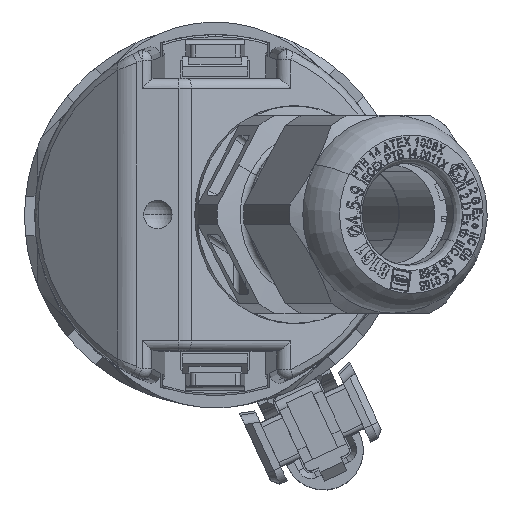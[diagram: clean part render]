
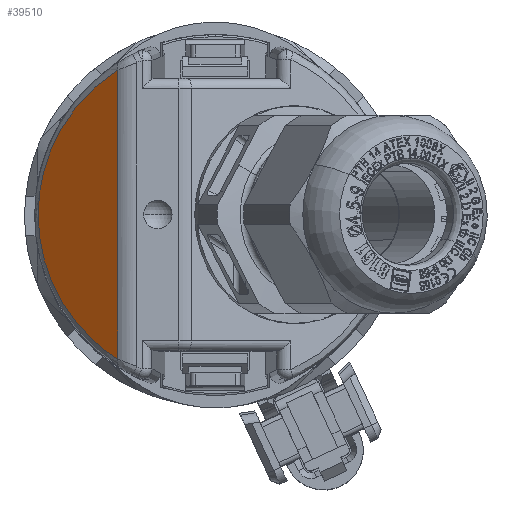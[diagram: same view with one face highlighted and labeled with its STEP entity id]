
A CAD part, top view. The second image highlights one B-rep face of the part: STEP entity #39510.
In plain terms, the highlighted face is planar.
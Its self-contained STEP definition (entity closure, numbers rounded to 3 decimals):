
#9632 =( BOUNDED_CURVE ( )  B_SPLINE_CURVE ( 3, ( #58721, #142427, #156094, #59315 ),
 .UNSPECIFIED., .F., .F. ) 
 B_SPLINE_CURVE_WITH_KNOTS ( ( 4, 4 ),
 ( 0., 1.009 ),
 .UNSPECIFIED. ) 
 CURVE ( )  GEOMETRIC_REPRESENTATION_ITEM ( )  RATIONAL_B_SPLINE_CURVE ( ( 1., 0.917, 0.917, 1. ) ) 
 REPRESENTATION_ITEM ( '' )  );
#21971 = ORIENTED_EDGE ( 'NONE', *, *, #124855, .T. ) ;
#22516 = EDGE_CURVE ( 'NONE', #48426, #32266, #9632, .T. ) ;
#32266 = VERTEX_POINT ( 'NONE', #49997 ) ;
#37323 = PLANE ( 'NONE',  #166377 ) ;
#39510 = ADVANCED_FACE ( 'NONE', ( #169668 ), #37323, .F. ) ;
#45975 = CARTESIAN_POINT ( 'NONE',  ( 14.596, 9.836, 49.298 ) ) ;
#47924 = CARTESIAN_POINT ( 'NONE',  ( 0., 17.893, 42.538 ) ) ;
#48426 = VERTEX_POINT ( 'NONE', #122321 ) ;
#49997 = CARTESIAN_POINT ( 'NONE',  ( -14.596, 9.836, 49.298 ) ) ;
#58721 = CARTESIAN_POINT ( 'NONE',  ( 0., 17.893, 42.538 ) ) ;
#59315 = CARTESIAN_POINT ( 'NONE',  ( -14.596, 9.836, 49.298 ) ) ;
#64875 = VECTOR ( 'NONE', #126702, 1000. ) ;
#65206 = DIRECTION ( 'NONE',  ( 0., 0.766, -0.643 ) ) ;
#65446 = ORIENTED_EDGE ( 'NONE', *, *, #22516, .T. ) ;
#66515 = CARTESIAN_POINT ( 'NONE',  ( 6.06, 17.893, 42.538 ) ) ;
#71226 =( BOUNDED_CURVE ( )  B_SPLINE_CURVE ( 3, ( #89442, #129816, #66515, #47924 ),
 .UNSPECIFIED., .F., .F. ) 
 B_SPLINE_CURVE_WITH_KNOTS ( ( 4, 4 ),
 ( 5.274, 6.283 ),
 .UNSPECIFIED. ) 
 CURVE ( )  GEOMETRIC_REPRESENTATION_ITEM ( )  RATIONAL_B_SPLINE_CURVE ( ( 1., 0.917, 0.917, 1. ) ) 
 REPRESENTATION_ITEM ( '' )  );
#76778 = EDGE_LOOP ( 'NONE', ( #180055, #21971, #65446 ) ) ;
#78575 = EDGE_CURVE ( 'NONE', #32266, #132880, #151400, .T. ) ;
#89442 = CARTESIAN_POINT ( 'NONE',  ( 14.596, 9.836, 49.298 ) ) ;
#98085 = CARTESIAN_POINT ( 'NONE',  ( 15.876, 9.836, 49.298 ) ) ;
#122321 = CARTESIAN_POINT ( 'NONE',  ( 0., 17.893, 42.538 ) ) ;
#124855 = EDGE_CURVE ( 'NONE', #132880, #48426, #71226, .T. ) ;
#126702 = DIRECTION ( 'NONE',  ( 1., 0., 0. ) ) ;
#129816 = CARTESIAN_POINT ( 'NONE',  ( 11.366, 14.964, 44.995 ) ) ;
#132880 = VERTEX_POINT ( 'NONE', #45975 ) ;
#137160 = CARTESIAN_POINT ( 'NONE',  ( -23., 22.5, 38.672 ) ) ;
#142427 = CARTESIAN_POINT ( 'NONE',  ( -6.06, 17.893, 42.538 ) ) ;
#151400 = LINE ( 'NONE', #98085, #64875 ) ;
#156094 = CARTESIAN_POINT ( 'NONE',  ( -11.366, 14.964, 44.995 ) ) ;
#166377 = AXIS2_PLACEMENT_3D ( 'NONE', #137160, #179251, #65206 ) ;
#169668 = FACE_OUTER_BOUND ( 'NONE', #76778, .T. ) ;
#179251 = DIRECTION ( 'NONE',  ( 0., -0.643, -0.766 ) ) ;
#180055 = ORIENTED_EDGE ( 'NONE', *, *, #78575, .T. ) ;
